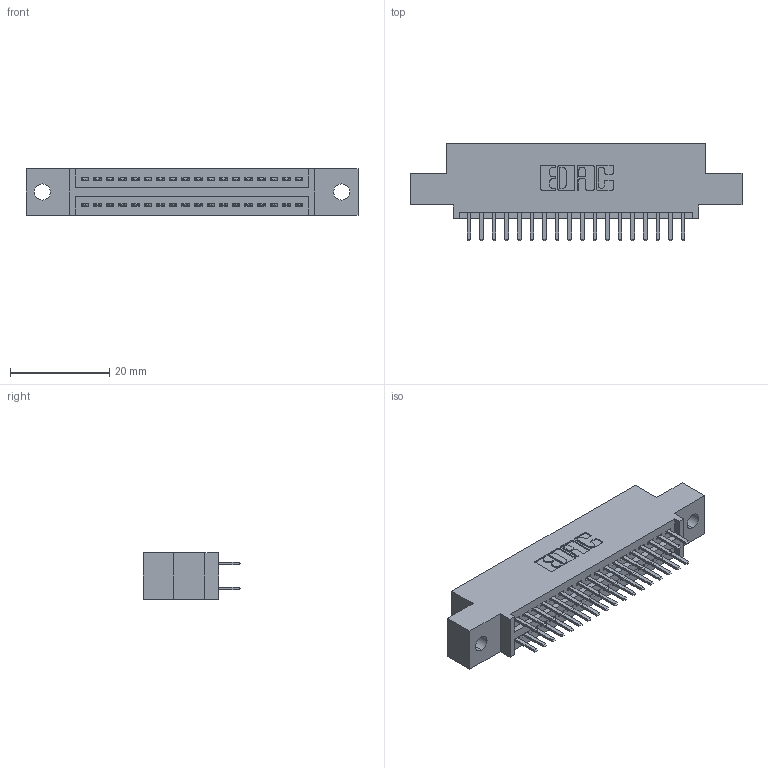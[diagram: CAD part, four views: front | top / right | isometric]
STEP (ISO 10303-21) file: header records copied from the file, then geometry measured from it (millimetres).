
FILE_DESCRIPTION (( 'STEP AP203' ), '1' );
FILE_NAME ('345-036-520-502.STEP', '2018-08-29T09:05:57', ( '' ), ( '' ), 'SwSTEP 2.0', 'SolidWorks 2016', '' );
FILE_SCHEMA (( 'CONFIG_CONTROL_DESIGN' ));
Length unit declared in the file: inch
Products named in the file (3): 345 Part_0.110 Offset - 0.128 Dia; 345-292-001_345-293-120; 345-036-520-502
Assembly tree (37 placements, depth 2):
  345-036-520-502
    345 Part_0.110 Offset - 0.128 Dia
    345-292-001_345-293-120  x36
Bounding box: 66.93 x 19.68 x 9.4 mm (x, y, z)
Volume: 6152.9 mm3; surface area: 8416.6 mm2
Topology: 37 solids, 37 shells, 2074 faces, 6005 edges, 3906 vertices
Faces by surface type: plane 1344, cylinder 730
Entity records: 17603 total; most frequent: CARTESIAN_POINT 2988, ORIENTED_EDGE 2910, DIRECTION 2651, EDGE_CURVE 1455, VECTOR 1247, LINE 1247, VERTEX_POINT 966, AXIS2_PLACEMENT_3D 702
